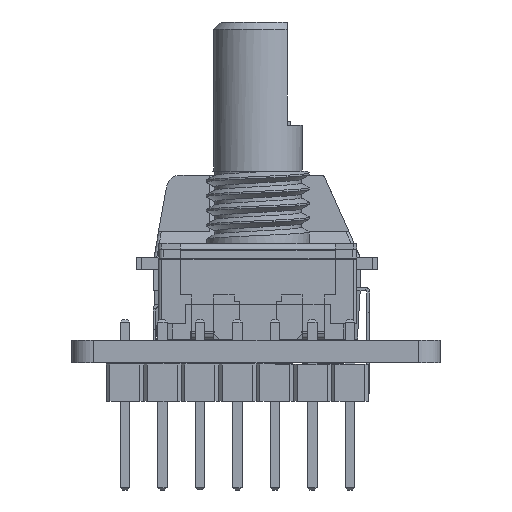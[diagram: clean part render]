
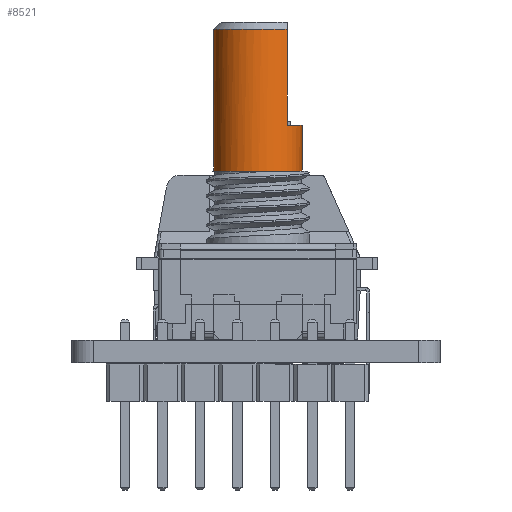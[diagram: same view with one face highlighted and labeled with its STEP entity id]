
A CAD part, left-side view. The second image highlights one B-rep face of the part: STEP entity #8521.
In plain terms, the highlighted cylindrical face has radius 3 mm (diameter 6 mm), a partial arc.
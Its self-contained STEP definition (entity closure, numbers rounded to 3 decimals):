
#8521 = ADVANCED_FACE('',(#8522),#8593,.T.);
#8522 = FACE_BOUND('',#8523,.T.);
#8523 = EDGE_LOOP('',(#8524,#8535,#8543,#8552,#8561,#8570,#8578,#8587));
#8524 = ORIENTED_EDGE('',*,*,#8525,.T.);
#8525 = EDGE_CURVE('',#8526,#8528,#8530,.T.);
#8526 = VERTEX_POINT('',#8527);
#8527 = CARTESIAN_POINT('',(2.236,14.5,-2.));
#8528 = VERTEX_POINT('',#8529);
#8529 = CARTESIAN_POINT('',(0.,14.5,3.));
#8530 = CIRCLE('',#8531,3.);
#8531 = AXIS2_PLACEMENT_3D('',#8532,#8533,#8534);
#8532 = CARTESIAN_POINT('',(0.,14.5,0.));
#8533 = DIRECTION('',(0.,-1.,0.));
#8534 = DIRECTION('',(0.,0.,1.));
#8535 = ORIENTED_EDGE('',*,*,#8536,.T.);
#8536 = EDGE_CURVE('',#8528,#8537,#8539,.T.);
#8537 = VERTEX_POINT('',#8538);
#8538 = CARTESIAN_POINT('',(0.,4.9,3.));
#8539 = LINE('',#8540,#8541);
#8540 = CARTESIAN_POINT('',(0.,38.485,3.));
#8541 = VECTOR('',#8542,1.);
#8542 = DIRECTION('',(-0.,-1.,-0.));
#8543 = ORIENTED_EDGE('',*,*,#8544,.T.);
#8544 = EDGE_CURVE('',#8537,#8545,#8547,.T.);
#8545 = VERTEX_POINT('',#8546);
#8546 = CARTESIAN_POINT('',(0.731,4.9,2.909));
#8547 = CIRCLE('',#8548,3.);
#8548 = AXIS2_PLACEMENT_3D('',#8549,#8550,#8551);
#8549 = CARTESIAN_POINT('',(0.,4.9,0.));
#8550 = DIRECTION('',(0.,1.,0.));
#8551 = DIRECTION('',(0.,-0.,1.));
#8552 = ORIENTED_EDGE('',*,*,#8553,.T.);
#8553 = EDGE_CURVE('',#8545,#8554,#8556,.T.);
#8554 = VERTEX_POINT('',#8555);
#8555 = CARTESIAN_POINT('',(2.575,4.9,-1.54));
#8556 = CIRCLE('',#8557,3.);
#8557 = AXIS2_PLACEMENT_3D('',#8558,#8559,#8560);
#8558 = CARTESIAN_POINT('',(0.,4.9,0.));
#8559 = DIRECTION('',(0.,1.,0.));
#8560 = DIRECTION('',(0.,-0.,1.));
#8561 = ORIENTED_EDGE('',*,*,#8562,.T.);
#8562 = EDGE_CURVE('',#8554,#8563,#8565,.T.);
#8563 = VERTEX_POINT('',#8564);
#8564 = CARTESIAN_POINT('',(0.,4.9,-3.));
#8565 = CIRCLE('',#8566,3.);
#8566 = AXIS2_PLACEMENT_3D('',#8567,#8568,#8569);
#8567 = CARTESIAN_POINT('',(0.,4.9,0.));
#8568 = DIRECTION('',(0.,1.,0.));
#8569 = DIRECTION('',(0.,-0.,1.));
#8570 = ORIENTED_EDGE('',*,*,#8571,.F.);
#8571 = EDGE_CURVE('',#8572,#8563,#8574,.T.);
#8572 = VERTEX_POINT('',#8573);
#8573 = CARTESIAN_POINT('',(0.,8.,-3.));
#8574 = LINE('',#8575,#8576);
#8575 = CARTESIAN_POINT('',(0.,38.485,-3.));
#8576 = VECTOR('',#8577,1.);
#8577 = DIRECTION('',(-0.,-1.,-0.));
#8578 = ORIENTED_EDGE('',*,*,#8579,.T.);
#8579 = EDGE_CURVE('',#8572,#8580,#8582,.T.);
#8580 = VERTEX_POINT('',#8581);
#8581 = CARTESIAN_POINT('',(2.236,8.,-2.));
#8582 = CIRCLE('',#8583,3.);
#8583 = AXIS2_PLACEMENT_3D('',#8584,#8585,#8586);
#8584 = CARTESIAN_POINT('',(0.,8.,0.));
#8585 = DIRECTION('',(0.,-1.,0.));
#8586 = DIRECTION('',(0.,0.,-1.));
#8587 = ORIENTED_EDGE('',*,*,#8588,.T.);
#8588 = EDGE_CURVE('',#8580,#8526,#8589,.T.);
#8589 = LINE('',#8590,#8591);
#8590 = CARTESIAN_POINT('',(2.236,38.485,-2.));
#8591 = VECTOR('',#8592,1.);
#8592 = DIRECTION('',(0.,1.,0.));
#8593 = CYLINDRICAL_SURFACE('',#8594,3.);
#8594 = AXIS2_PLACEMENT_3D('',#8595,#8596,#8597);
#8595 = CARTESIAN_POINT('',(0.,38.485,0.));
#8596 = DIRECTION('',(-0.,-1.,-0.));
#8597 = DIRECTION('',(0.,0.,-1.));
